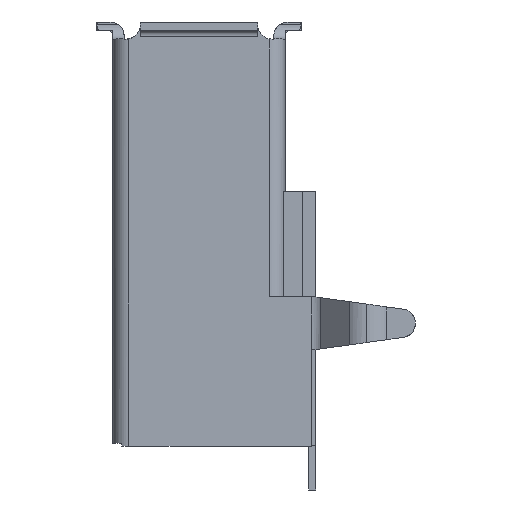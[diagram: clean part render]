
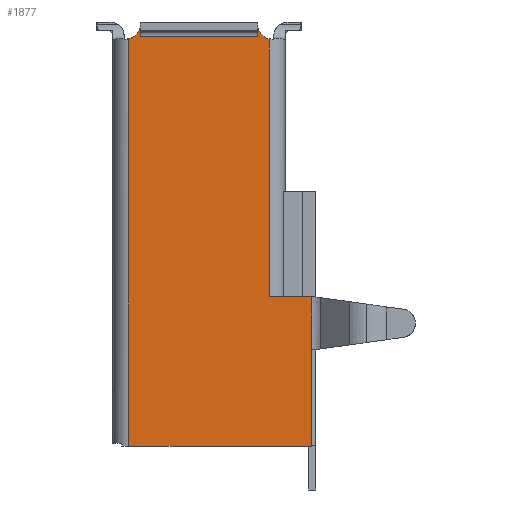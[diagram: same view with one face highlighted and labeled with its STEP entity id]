
A CAD part, left-side view. The second image highlights one B-rep face of the part: STEP entity #1877.
In plain terms, the highlighted planar face has unit normal (-1, 0, 0).
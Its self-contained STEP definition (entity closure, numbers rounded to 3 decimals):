
#1183=VERTEX_POINT('',#3518);
#1205=VERTEX_POINT('',#3541);
#1225=VERTEX_POINT('',#3562);
#1297=EDGE_CURVE('',#1205,#3291,#3638,.T.);
#1343=EDGE_CURVE('',#1589,#2867,#3687,.T.);
#1589=VERTEX_POINT('',#3955);
#1795=VERTEX_POINT('',#4180);
#1831=VERTEX_POINT('',#4223);
#1861=EDGE_CURVE('',#2761,#2535,#4257,.T.);
#1867=EDGE_CURVE('',#1205,#3147,#4263,.T.);
#1877=ADVANCED_FACE('',(#4275),#4276,.T.);
#1987=EDGE_CURVE('',#1589,#1225,#4395,.T.);
#2029=VERTEX_POINT('',#4441);
#2315=EDGE_CURVE('',#2363,#1831,#4752,.T.);
#2363=VERTEX_POINT('',#4803);
#2407=EDGE_CURVE('',#1225,#2363,#4853,.T.);
#2465=EDGE_CURVE('',#1795,#2535,#4918,.T.);
#2535=VERTEX_POINT('',#4994);
#2761=VERTEX_POINT('',#5240);
#2773=EDGE_CURVE('',#2761,#1183,#5252,.T.);
#2867=VERTEX_POINT('',#5353);
#2913=EDGE_CURVE('',#1831,#3147,#5402,.T.);
#3147=VERTEX_POINT('',#5656);
#3241=EDGE_CURVE('',#2867,#1795,#5759,.T.);
#3287=EDGE_CURVE('',#1183,#2029,#5808,.T.);
#3291=VERTEX_POINT('',#5812);
#3327=EDGE_CURVE('',#3291,#2029,#5850,.T.);
#3518=CARTESIAN_POINT('',(-6.55,5.511,-0.17));
#3541=CARTESIAN_POINT('',(-6.55,1.489,-0.17));
#3562=CARTESIAN_POINT('',(-6.55,1.1,-9.4));
#3638=LINE('',#6224,#6225);
#3687=LINE('',#6291,#6292);
#3955=CARTESIAN_POINT('',(-6.55,-0.36,-9.4));
#4180=CARTESIAN_POINT('',(-6.55,-0.355,-14.5));
#4223=CARTESIAN_POINT('',(-6.55,1.105,-0.58));
#4257=LINE('',#7102,#7103);
#4263=CIRCLE('',#7114,0.499);
#4275=FACE_OUTER_BOUND('',#7130,.T.);
#4276=PLANE('',#7131);
#4395=LINE('',#7301,#7302);
#4441=CARTESIAN_POINT('',(-6.55,5.511,-0.489));
#4752=LINE('',#7833,#7834);
#4803=CARTESIAN_POINT('',(-6.55,1.1,-0.58));
#4853=LINE('',#7991,#7992);
#4918=LINE('',#8079,#8080);
#4994=CARTESIAN_POINT('',(-6.55,5.9,-14.5));
#5240=CARTESIAN_POINT('',(-6.55,5.9,-0.573));
#5252=CIRCLE('',#8550,0.499);
#5353=CARTESIAN_POINT('',(-6.55,-0.357,-11.217));
#5402=LINE('',#8766,#8767);
#5656=CARTESIAN_POINT('',(-6.55,1.105,-0.572));
#5759=LINE('',#9321,#9322);
#5808=LINE('',#9387,#9388);
#5812=CARTESIAN_POINT('',(-6.55,1.489,-0.489));
#5850=LINE('',#9445,#9446);
#6224=CARTESIAN_POINT('',(-6.55,1.489,0.4));
#6225=VECTOR('',#9842,1.0);
#6291=CARTESIAN_POINT('',(-6.55,-0.36,0.4));
#6292=VECTOR('',#9887,1.0);
#7102=CARTESIAN_POINT('',(-6.55,5.9,0.4));
#7103=VECTOR('',#10552,1.0);
#7114=AXIS2_PLACEMENT_3D('',#10555,#10556,#10557);
#7130=EDGE_LOOP('',(#10597,#10598,#10599,#10600,#10601,#10602,#10603,#10604,#10605,#10606,#10607,#10608,#10609));
#7131=AXIS2_PLACEMENT_3D('',#10610,#10611,#10612);
#7301=CARTESIAN_POINT('',(-6.55,0.685,-9.4));
#7302=VECTOR('',#10750,1.0);
#7833=CARTESIAN_POINT('',(-6.55,1.159,-0.58));
#7834=VECTOR('',#11125,1.0);
#7991=CARTESIAN_POINT('',(-6.55,1.1,-4.7));
#7992=VECTOR('',#11246,1.0);
#8079=CARTESIAN_POINT('',(-6.55,3.817,-14.5));
#8080=VECTOR('',#11328,1.0);
#8550=AXIS2_PLACEMENT_3D('',#11665,#11666,#11667);
#8766=CARTESIAN_POINT('',(-6.55,1.105,0.305));
#8767=VECTOR('',#11817,1.0);
#9321=CARTESIAN_POINT('',(-6.55,-0.355,-7.05));
#9322=VECTOR('',#12192,1.0);
#9387=CARTESIAN_POINT('',(-6.55,5.511,0.4));
#9388=VECTOR('',#12237,1.0);
#9445=CARTESIAN_POINT('',(-6.55,0.,-0.489));
#9446=VECTOR('',#12273,1.0);
#9842=DIRECTION('',(0.,0.0,-1.0));
#9887=DIRECTION('',(0.,0.0,-1.0));
#10552=DIRECTION('',(0.,0.0,-1.0));
#10555=CARTESIAN_POINT('',(-6.55,0.997,-0.085));
#10556=DIRECTION('',(-1.0,0.,0.));
#10557=DIRECTION('',(0.,0.,-1.0));
#10597=ORIENTED_EDGE('',*,*,#2913,.T.);
#10598=ORIENTED_EDGE('',*,*,#1867,.F.);
#10599=ORIENTED_EDGE('',*,*,#1297,.T.);
#10600=ORIENTED_EDGE('',*,*,#3327,.T.);
#10601=ORIENTED_EDGE('',*,*,#3287,.F.);
#10602=ORIENTED_EDGE('',*,*,#2773,.F.);
#10603=ORIENTED_EDGE('',*,*,#1861,.T.);
#10604=ORIENTED_EDGE('',*,*,#2465,.F.);
#10605=ORIENTED_EDGE('',*,*,#3241,.F.);
#10606=ORIENTED_EDGE('',*,*,#1343,.F.);
#10607=ORIENTED_EDGE('',*,*,#1987,.T.);
#10608=ORIENTED_EDGE('',*,*,#2407,.T.);
#10609=ORIENTED_EDGE('',*,*,#2315,.T.);
#10610=CARTESIAN_POINT('',(-6.55,1.489,0.4));
#10611=DIRECTION('',(-1.0,0.,0.));
#10612=DIRECTION('',(0.,0.0,1.0));
#10750=DIRECTION('',(0.,1.0,0.));
#11125=DIRECTION('',(0.,1.0,0.));
#11246=DIRECTION('',(0.,0.0,1.0));
#11328=DIRECTION('',(0.,1.0,0.));
#11665=CARTESIAN_POINT('',(-6.55,6.003,-0.085));
#11666=DIRECTION('',(-1.0,0.0,0.));
#11667=DIRECTION('',(0.,0.0,-1.0));
#11817=DIRECTION('',(0.,0.0,1.0));
#12192=DIRECTION('',(0.,0.0,-1.0));
#12237=DIRECTION('',(0.,0.0,-1.0));
#12273=DIRECTION('',(0.,1.0,0.));
